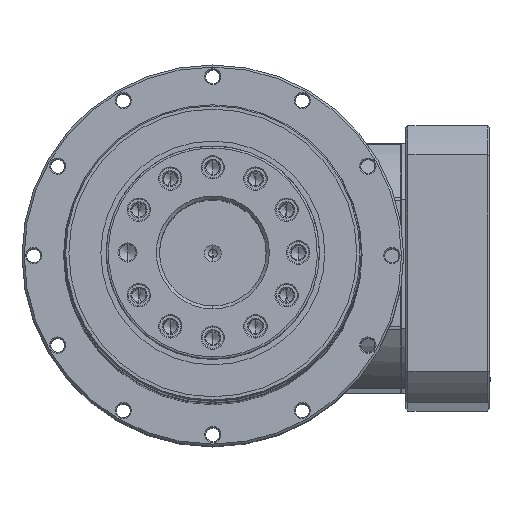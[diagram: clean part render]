
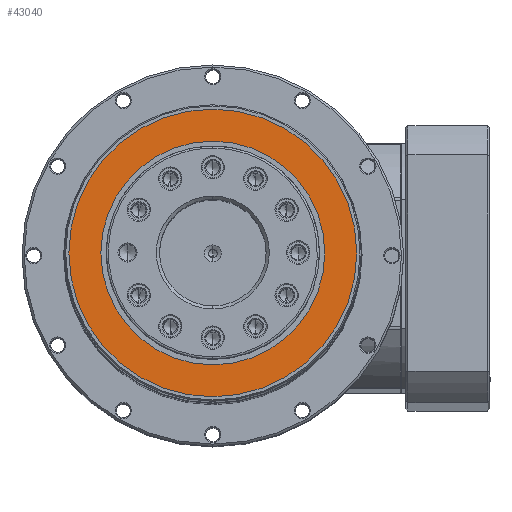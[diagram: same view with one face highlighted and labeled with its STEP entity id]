
A CAD part, left-side view. The second image highlights one B-rep face of the part: STEP entity #43040.
In plain terms, the highlighted face is planar.
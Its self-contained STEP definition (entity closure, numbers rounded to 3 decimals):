
#1895 = DIRECTION ( 'NONE',  ( 0., 0., -1. ) ) ;
#2482 = VERTEX_POINT ( 'NONE', #4800 ) ;
#2544 = DIRECTION ( 'NONE',  ( 0., 0., -1. ) ) ;
#2690 = FACE_BOUND ( 'NONE', #31270, .T. ) ;
#4332 = PLANE ( 'NONE',  #42851 ) ;
#4800 = CARTESIAN_POINT ( 'NONE',  ( 6.02, 0., 67.5 ) ) ;
#7120 = EDGE_CURVE ( 'NONE', #41181, #33027, #28444, .T. ) ;
#7575 = AXIS2_PLACEMENT_3D ( 'NONE', #14241, #38852, #17861 ) ;
#9543 = EDGE_CURVE ( 'NONE', #2482, #18096, #37941, .T. ) ;
#11012 = AXIS2_PLACEMENT_3D ( 'NONE', #43969, #22892, #1895 ) ;
#11163 = ORIENTED_EDGE ( 'NONE', *, *, #18011, .T. ) ;
#11479 = CARTESIAN_POINT ( 'NONE',  ( 6.02, 0., 0. ) ) ;
#12150 = ORIENTED_EDGE ( 'NONE', *, *, #9543, .T. ) ;
#12423 = EDGE_CURVE ( 'NONE', #33027, #41181, #26102, .T. ) ;
#13520 = ORIENTED_EDGE ( 'NONE', *, *, #7120, .F. ) ;
#14241 = CARTESIAN_POINT ( 'NONE',  ( 6.02, 0., 0. ) ) ;
#14245 = CARTESIAN_POINT ( 'NONE',  ( 6.02, 0., 0. ) ) ;
#15003 = DIRECTION ( 'NONE',  ( 0., 0., -1. ) ) ;
#16555 = AXIS2_PLACEMENT_3D ( 'NONE', #14245, #38857, #17866 ) ;
#17861 = DIRECTION ( 'NONE',  ( 0., 0., -1. ) ) ;
#17866 = DIRECTION ( 'NONE',  ( 0., 0., -1. ) ) ;
#18011 = EDGE_CURVE ( 'NONE', #18096, #2482, #37324, .T. ) ;
#18096 = VERTEX_POINT ( 'NONE', #42548 ) ;
#21331 = FACE_OUTER_BOUND ( 'NONE', #32268, .T. ) ;
#22892 = DIRECTION ( 'NONE',  ( -1., 0., 0. ) ) ;
#23559 = DIRECTION ( 'NONE',  ( -1., 0., 0. ) ) ;
#26102 = CIRCLE ( 'NONE', #43620, 52.5 ) ;
#27197 = CARTESIAN_POINT ( 'NONE',  ( 6.02, 0., -52.5 ) ) ;
#27594 = CARTESIAN_POINT ( 'NONE',  ( 6.02, 0., 52.5 ) ) ;
#28444 = CIRCLE ( 'NONE', #11012, 52.5 ) ;
#31270 = EDGE_LOOP ( 'NONE', ( #13520, #38632 ) ) ;
#32268 = EDGE_LOOP ( 'NONE', ( #11163, #12150 ) ) ;
#33027 = VERTEX_POINT ( 'NONE', #27594 ) ;
#36041 = DIRECTION ( 'NONE',  ( 1., 0., 0. ) ) ;
#37324 = CIRCLE ( 'NONE', #16555, 67.5 ) ;
#37941 = CIRCLE ( 'NONE', #7575, 67.5 ) ;
#38632 = ORIENTED_EDGE ( 'NONE', *, *, #12423, .F. ) ;
#38852 = DIRECTION ( 'NONE',  ( -1., 0., 0. ) ) ;
#38857 = DIRECTION ( 'NONE',  ( -1., 0., 0. ) ) ;
#41181 = VERTEX_POINT ( 'NONE', #27197 ) ;
#42548 = CARTESIAN_POINT ( 'NONE',  ( 6.02, 0., -67.5 ) ) ;
#42851 = AXIS2_PLACEMENT_3D ( 'NONE', #11479, #36041, #15003 ) ;
#43040 = ADVANCED_FACE ( 'NONE', ( #21331, #2690 ), #4332, .F. ) ;
#43620 = AXIS2_PLACEMENT_3D ( 'NONE', #44614, #23559, #2544 ) ;
#43969 = CARTESIAN_POINT ( 'NONE',  ( 6.02, 0., 0. ) ) ;
#44614 = CARTESIAN_POINT ( 'NONE',  ( 6.02, 0., 0. ) ) ;
